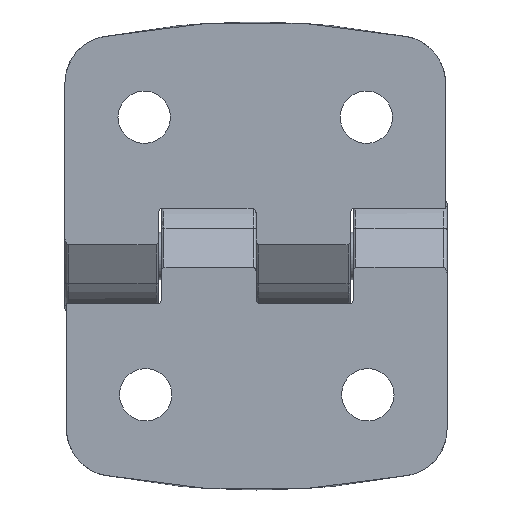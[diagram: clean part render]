
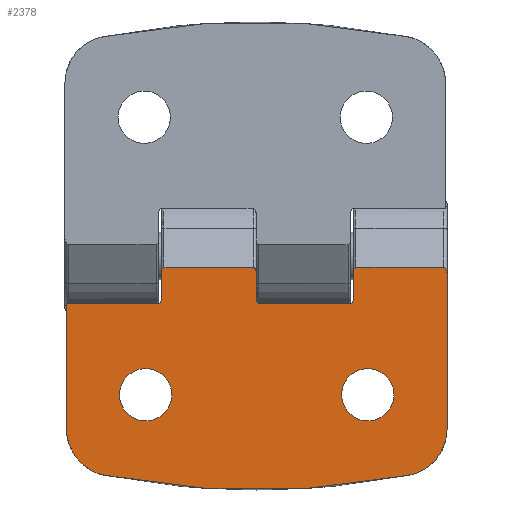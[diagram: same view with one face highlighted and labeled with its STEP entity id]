
A CAD part, front view. The second image highlights one B-rep face of the part: STEP entity #2378.
In plain terms, the highlighted planar face has unit normal (0, -1, 0).
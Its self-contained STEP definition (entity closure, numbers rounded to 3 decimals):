
#25=PLANE($,#2572);
#119=ELLIPSE($,#2574,1.,0.5);
#120=ELLIPSE($,#2575,0.6,0.3);
#121=ELLIPSE($,#2576,0.52,0.5);
#122=ELLIPSE($,#2577,0.52,0.5);
#123=ELLIPSE($,#2578,0.6,0.3);
#124=ELLIPSE($,#2579,0.6,0.3);
#125=ELLIPSE($,#2580,0.52,0.5);
#126=ELLIPSE($,#2581,0.208,0.2);
#169=LINE($,#4012,#241);
#170=LINE($,#4016,#242);
#171=LINE($,#4020,#243);
#172=LINE($,#4024,#244);
#173=LINE($,#4028,#245);
#174=LINE($,#4032,#246);
#175=LINE($,#4036,#247);
#176=LINE($,#4040,#248);
#177=LINE($,#4044,#249);
#241=VECTOR($,#2874,19.345);
#242=VECTOR($,#2877,11.);
#243=VECTOR($,#2880,3.465);
#244=VECTOR($,#2883,11.3);
#245=VECTOR($,#2886,3.465);
#246=VECTOR($,#2889,11.3);
#247=VECTOR($,#2892,3.465);
#248=VECTOR($,#2895,11.3);
#249=VECTOR($,#2898,15.552);
#455=FACE_BOUND($,#664,.T.);
#456=FACE_BOUND($,#665,.T.);
#495=FACE_OUTER_BOUND($,#663,.T.);
#663=EDGE_LOOP($,(#1639,#1640,#1641,#1642,#1643,#1644,#1645,#1646,#1647,
#1648,#1649,#1650,#1651,#1652,#1653,#1654,#1655,#1656,#1657,#1658));
#664=EDGE_LOOP($,(#1659));
#665=EDGE_LOOP($,(#1660));
#835=CIRCLE($,#2532,3.3);
#837=CIRCLE($,#2535,3.3);
#838=CIRCLE($,#2537,100.);
#860=CIRCLE($,#2573,6.);
#861=CIRCLE($,#2582,6.);
#967=VERTEX_POINT($,#3355);
#969=VERTEX_POINT($,#3360);
#973=VERTEX_POINT($,#3405);
#974=VERTEX_POINT($,#3407);
#1016=VERTEX_POINT($,#4009);
#1017=VERTEX_POINT($,#4011);
#1018=VERTEX_POINT($,#4013);
#1019=VERTEX_POINT($,#4015);
#1020=VERTEX_POINT($,#4017);
#1021=VERTEX_POINT($,#4019);
#1022=VERTEX_POINT($,#4021);
#1023=VERTEX_POINT($,#4023);
#1024=VERTEX_POINT($,#4025);
#1025=VERTEX_POINT($,#4027);
#1026=VERTEX_POINT($,#4029);
#1027=VERTEX_POINT($,#4031);
#1028=VERTEX_POINT($,#4033);
#1029=VERTEX_POINT($,#4035);
#1030=VERTEX_POINT($,#4037);
#1031=VERTEX_POINT($,#4039);
#1032=VERTEX_POINT($,#4041);
#1033=VERTEX_POINT($,#4043);
#1205=EDGE_CURVE($,#967,#967,#835,.T.);
#1207=EDGE_CURVE($,#969,#969,#837,.T.);
#1211=EDGE_CURVE($,#974,#973,#838,.T.);
#1257=EDGE_CURVE($,#973,#1016,#860,.T.);
#1258=EDGE_CURVE($,#1016,#1017,#169,.T.);
#1259=EDGE_CURVE($,#1018,#1017,#119,.T.);
#1260=EDGE_CURVE($,#1018,#1019,#170,.T.);
#1261=EDGE_CURVE($,#1020,#1019,#120,.T.);
#1262=EDGE_CURVE($,#1020,#1021,#171,.T.);
#1263=EDGE_CURVE($,#1021,#1022,#121,.T.);
#1264=EDGE_CURVE($,#1022,#1023,#172,.T.);
#1265=EDGE_CURVE($,#1023,#1024,#122,.T.);
#1266=EDGE_CURVE($,#1024,#1025,#173,.T.);
#1267=EDGE_CURVE($,#1026,#1025,#123,.T.);
#1268=EDGE_CURVE($,#1026,#1027,#174,.T.);
#1269=EDGE_CURVE($,#1028,#1027,#124,.T.);
#1270=EDGE_CURVE($,#1028,#1029,#175,.T.);
#1271=EDGE_CURVE($,#1029,#1030,#125,.T.);
#1272=EDGE_CURVE($,#1030,#1031,#176,.T.);
#1273=EDGE_CURVE($,#1032,#1031,#126,.T.);
#1274=EDGE_CURVE($,#1032,#1033,#177,.T.);
#1275=EDGE_CURVE($,#1033,#974,#861,.T.);
#1639=ORIENTED_EDGE($,*,*,#1211,.T.);
#1640=ORIENTED_EDGE($,*,*,#1257,.T.);
#1641=ORIENTED_EDGE($,*,*,#1258,.T.);
#1642=ORIENTED_EDGE($,*,*,#1259,.F.);
#1643=ORIENTED_EDGE($,*,*,#1260,.T.);
#1644=ORIENTED_EDGE($,*,*,#1261,.F.);
#1645=ORIENTED_EDGE($,*,*,#1262,.T.);
#1646=ORIENTED_EDGE($,*,*,#1263,.T.);
#1647=ORIENTED_EDGE($,*,*,#1264,.T.);
#1648=ORIENTED_EDGE($,*,*,#1265,.T.);
#1649=ORIENTED_EDGE($,*,*,#1266,.T.);
#1650=ORIENTED_EDGE($,*,*,#1267,.F.);
#1651=ORIENTED_EDGE($,*,*,#1268,.T.);
#1652=ORIENTED_EDGE($,*,*,#1269,.F.);
#1653=ORIENTED_EDGE($,*,*,#1270,.T.);
#1654=ORIENTED_EDGE($,*,*,#1271,.T.);
#1655=ORIENTED_EDGE($,*,*,#1272,.T.);
#1656=ORIENTED_EDGE($,*,*,#1273,.F.);
#1657=ORIENTED_EDGE($,*,*,#1274,.T.);
#1658=ORIENTED_EDGE($,*,*,#1275,.T.);
#1659=ORIENTED_EDGE($,*,*,#1205,.T.);
#1660=ORIENTED_EDGE($,*,*,#1207,.T.);
#2378=ADVANCED_FACE($,(#495,#455,#456),#25,.T.);
#2532=AXIS2_PLACEMENT_3D($,#3356,#2785,#2786);
#2535=AXIS2_PLACEMENT_3D($,#3361,#2791,#2792);
#2537=AXIS2_PLACEMENT_3D($,#3408,#2796,#2797);
#2572=AXIS2_PLACEMENT_3D($,#4008,#2870,#2871);
#2573=AXIS2_PLACEMENT_3D($,#4010,#2872,#2873);
#2574=AXIS2_PLACEMENT_3D($,#4014,#2875,#2876);
#2575=AXIS2_PLACEMENT_3D($,#4018,#2878,#2879);
#2576=AXIS2_PLACEMENT_3D($,#4022,#2881,#2882);
#2577=AXIS2_PLACEMENT_3D($,#4026,#2884,#2885);
#2578=AXIS2_PLACEMENT_3D($,#4030,#2887,#2888);
#2579=AXIS2_PLACEMENT_3D($,#4034,#2890,#2891);
#2580=AXIS2_PLACEMENT_3D($,#4038,#2893,#2894);
#2581=AXIS2_PLACEMENT_3D($,#4042,#2896,#2897);
#2582=AXIS2_PLACEMENT_3D($,#4045,#2899,#2900);
#2785=DIRECTION('center_axis',(0.,1.,0.));
#2786=DIRECTION('ref_axis',(1.,0.,0.));
#2791=DIRECTION('center_axis',(0.,1.,0.));
#2792=DIRECTION('ref_axis',(1.,0.,0.));
#2796=DIRECTION('center_axis',(0.,-1.,0.));
#2797=DIRECTION('ref_axis',(0.,0.,-1.));
#2870=DIRECTION('center_axis',(0.,-1.,0.));
#2871=DIRECTION('ref_axis',(0.,0.,-1.));
#2872=DIRECTION('center_axis',(0.,-1.,0.));
#2873=DIRECTION('ref_axis',(0.,0.,-1.));
#2874=DIRECTION($,(0.,0.,1.));
#2875=DIRECTION('center_axis',(0.,1.,0.));
#2876=DIRECTION('ref_axis',(0.,0.,1.));
#2877=DIRECTION($,(-1.,0.,0.));
#2878=DIRECTION('center_axis',(0.,1.,0.));
#2879=DIRECTION('ref_axis',(0.,0.,
1.));
#2880=DIRECTION($,(0.,0.,-1.));
#2881=DIRECTION('center_axis',(0.,1.,0.));
#2882=DIRECTION('ref_axis',(0.,0.,
1.));
#2883=DIRECTION($,(-1.,0.,0.));
#2884=DIRECTION('center_axis',(0.,1.,0.));
#2885=DIRECTION('ref_axis',(0.,0.,1.));
#2886=DIRECTION($,(0.,0.,1.));
#2887=DIRECTION('center_axis',(0.,1.,0.));
#2888=DIRECTION('ref_axis',(0.,0.,1.));
#2889=DIRECTION($,(-1.,0.,0.));
#2890=DIRECTION('center_axis',(0.,1.,0.));
#2891=DIRECTION('ref_axis',(0.,0.,1.));
#2892=DIRECTION($,(0.,0.,-1.));
#2893=DIRECTION('center_axis',(0.,1.,0.));
#2894=DIRECTION('ref_axis',(0.,0.,
1.));
#2895=DIRECTION($,(-1.,0.,0.));
#2896=DIRECTION('center_axis',(0.,1.,0.));
#2897=DIRECTION('ref_axis',(0.,0.,1.));
#2898=DIRECTION($,(0.,0.,-1.));
#2899=DIRECTION('center_axis',(0.,-1.,0.));
#2900=DIRECTION('ref_axis',(0.,0.,-1.));
#3355=CARTESIAN_POINT('',(-10.5,0.,-17.5));
#3356=CARTESIAN_POINT('Origin',(-13.8,0.,-17.5));
#3360=CARTESIAN_POINT('',(17.5,0.,-17.5));
#3361=CARTESIAN_POINT('Origin',(14.2,0.,-17.5));
#3405=CARTESIAN_POINT('',(19.349,0.,-27.649));
#3407=CARTESIAN_POINT('',(-18.949,0.,-27.649));
#3408=CARTESIAN_POINT('Origin',(0.2,0.,70.5));
#4008=CARTESIAN_POINT('Origin',(-31.3,0.,1.134));
#4009=CARTESIAN_POINT('',(24.2,0.,-21.761));
#4010=CARTESIAN_POINT('Origin',(18.2,0.,-21.761));
#4011=CARTESIAN_POINT('',(24.2,0.,-2.415));
#4012=CARTESIAN_POINT($,(24.2,0.,1.134));
#4013=CARTESIAN_POINT('',(23.7,0.,-1.415));
#4014=CARTESIAN_POINT('Origin',(23.7,0.,-2.415));
#4015=CARTESIAN_POINT('',(12.7,0.,-1.415));
#4016=CARTESIAN_POINT($,(-31.3,0.,-1.415));
#4017=CARTESIAN_POINT('',(12.4,0.,-2.015));
#4018=CARTESIAN_POINT('Origin',(12.7,0.,
-2.015));
#4019=CARTESIAN_POINT('',(12.4,0.,-5.48));
#4020=CARTESIAN_POINT($,(12.4,0.,1.134));
#4021=CARTESIAN_POINT('',(11.9,0.,-6.));
#4022=CARTESIAN_POINT('Origin',(11.9,0.,-5.48));
#4023=CARTESIAN_POINT('',(0.6,0.,-6.));
#4024=CARTESIAN_POINT($,(-31.3,0.,-6.));
#4025=CARTESIAN_POINT('',(0.1,0.,-5.48));
#4026=CARTESIAN_POINT('Origin',(0.6,0.,-5.48));
#4027=CARTESIAN_POINT('',(0.1,0.,-2.015));
#4028=CARTESIAN_POINT($,(0.1,0.,1.134));
#4029=CARTESIAN_POINT('',(-0.2,0.,-1.415));
#4030=CARTESIAN_POINT('Origin',(-0.2,0.,-2.015));
#4031=CARTESIAN_POINT('',(-11.5,0.,-1.415));
#4032=CARTESIAN_POINT($,(-31.3,0.,-1.415));
#4033=CARTESIAN_POINT('',(-11.8,0.,-2.015));
#4034=CARTESIAN_POINT('Origin',(-11.5,0.,-2.015));
#4035=CARTESIAN_POINT('',(-11.8,0.,-5.48));
#4036=CARTESIAN_POINT($,(-11.8,0.,1.134));
#4037=CARTESIAN_POINT('',(-12.3,0.,-6.));
#4038=CARTESIAN_POINT('Origin',(-12.3,0.,-5.48));
#4039=CARTESIAN_POINT('',(-23.6,0.,-6.));
#4040=CARTESIAN_POINT($,(-31.3,0.,-6.));
#4041=CARTESIAN_POINT('',(-23.8,0.,-6.208));
#4042=CARTESIAN_POINT('Origin',(-23.6,0.,-6.208));
#4043=CARTESIAN_POINT('',(-23.8,0.,-21.761));
#4044=CARTESIAN_POINT($,(-23.8,0.,1.134));
#4045=CARTESIAN_POINT('Origin',(-17.8,0.,-21.761));
